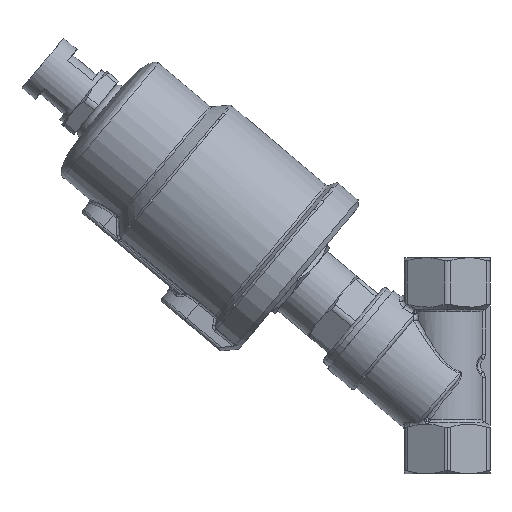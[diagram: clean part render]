
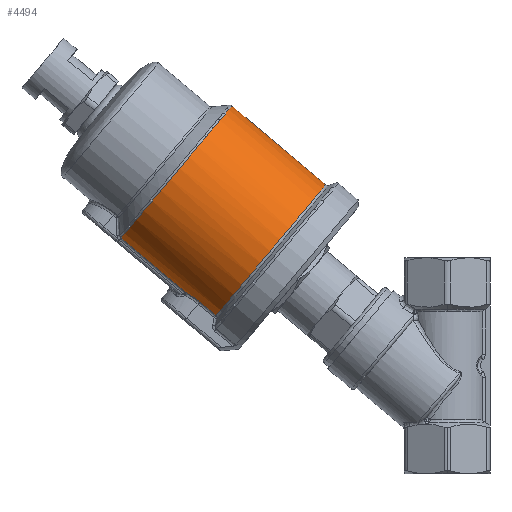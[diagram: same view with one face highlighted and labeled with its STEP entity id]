
A CAD part, left-side view. The second image highlights one B-rep face of the part: STEP entity #4494.
In plain terms, the highlighted cylindrical face has radius 28 mm (diameter 56 mm), a partial arc.
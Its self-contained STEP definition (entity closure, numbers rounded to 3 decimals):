
#9 = CIRCLE ( 'NONE', #26494, 28. ) ;
#155 = FACE_OUTER_BOUND ( 'NONE', #29166, .T. ) ;
#332 = CARTESIAN_POINT ( 'NONE',  ( 0., 38.346, 57.127 ) ) ;
#514 = VECTOR ( 'NONE', #24004, 1000. ) ;
#586 = DIRECTION ( 'NONE',  ( 0., -0.766, -0.643 ) ) ;
#1162 = CARTESIAN_POINT ( 'NONE',  ( 9.172, 103.021, 40.31 ) ) ;
#1427 = VERTEX_POINT ( 'NONE', #1162 ) ;
#1648 = CARTESIAN_POINT ( 'NONE',  ( -10.621, 72.997, 15.832 ) ) ;
#1650 = CARTESIAN_POINT ( 'NONE',  ( -9.172, 82.69, 23.25 ) ) ;
#1701 = ORIENTED_EDGE ( 'NONE', *, *, #22798, .T. ) ;
#1760 = CARTESIAN_POINT ( 'NONE',  ( -9.172, 82.69, 23.25 ) ) ;
#1789 = CARTESIAN_POINT ( 'NONE',  ( 10.621, 78.09, 20.105 ) ) ;
#1931 = EDGE_CURVE ( 'NONE', #1427, #31605, #7296, .T. ) ;
#3844 = CARTESIAN_POINT ( 'NONE',  ( 9.172, 106.785, 43.469 ) ) ;
#3883 = CARTESIAN_POINT ( 'NONE',  ( 0., 68.018, 82.025 ) ) ;
#4094 = CARTESIAN_POINT ( 'NONE',  ( 10.621, 72.997, 15.832 ) ) ;
#4184 = CARTESIAN_POINT ( 'NONE',  ( -10.132, 80.77, 22.099 ) ) ;
#4319 = CARTESIAN_POINT ( 'NONE',  ( 10.132, 80.77, 22.099 ) ) ;
#4493 = CARTESIAN_POINT ( 'NONE',  ( 0., 86.016, 60.576 ) ) ;
#4494 = ADVANCED_FACE ( 'NONE', ( #155 ), #26216, .T. ) ;
#6187 = ORIENTED_EDGE ( 'NONE', *, *, #10426, .T. ) ;
#6341 = CARTESIAN_POINT ( 'NONE',  ( -10.621, 78.09, 20.105 ) ) ;
#6460 = CARTESIAN_POINT ( 'NONE',  ( 0., 89.78, 63.735 ) ) ;
#6592 = CARTESIAN_POINT ( 'NONE',  ( -9.409, 82.315, 23.043 ) ) ;
#6701 = CARTESIAN_POINT ( 'NONE',  ( -10.621, 78.839, 20.734 ) ) ;
#6814 = DIRECTION ( 'NONE',  ( 0., 0.766, 0.643 ) ) ;
#6839 = CARTESIAN_POINT ( 'NONE',  ( 9.617, 81.935, 22.823 ) ) ;
#7015 = DIRECTION ( 'NONE',  ( 0., -0.643, 0.766 ) ) ;
#7184 = EDGE_CURVE ( 'NONE', #15961, #1427, #26548, .T. ) ;
#7296 = CIRCLE ( 'NONE', #22161, 28. ) ;
#8105 = B_SPLINE_CURVE_WITH_KNOTS ( 'NONE', 3,
 ( #1650, #6592, #31856, #19260, #4184, #21804, #6701, #24349 ),
 .UNSPECIFIED., .F., .F.,
 ( 4, 2, 2, 4 ),
 ( 0., 0.001, 0.003, 0.006 ),
 .UNSPECIFIED. ) ;
#8442 = CARTESIAN_POINT ( 'NONE',  ( 9.172, 82.69, 23.25 ) ) ;
#8727 = EDGE_CURVE ( 'NONE', #22817, #28652, #10344, .T. ) ;
#8779 = DIRECTION ( 'NONE',  ( 0., 0.766, 0.643 ) ) ;
#9383 = CARTESIAN_POINT ( 'NONE',  ( 9.172, 82.69, 23.25 ) ) ;
#9973 = AXIS2_PLACEMENT_3D ( 'NONE', #6460, #31942, #14280 ) ;
#10156 = DIRECTION ( 'NONE',  ( 0., -0.766, -0.643 ) ) ;
#10344 = LINE ( 'NONE', #30044, #16215 ) ;
#10426 = EDGE_CURVE ( 'NONE', #31605, #21488, #20547, .T. ) ;
#10750 = LINE ( 'NONE', #25284, #29304 ) ;
#11351 = ORIENTED_EDGE ( 'NONE', *, *, #19037, .T. ) ;
#12042 = ORIENTED_EDGE ( 'NONE', *, *, #7184, .T. ) ;
#12448 = EDGE_CURVE ( 'NONE', #19461, #15961, #27834, .T. ) ;
#13180 = VECTOR ( 'NONE', #8779, 1000. ) ;
#13566 = DIRECTION ( 'NONE',  ( 0., 0.766, 0.643 ) ) ;
#13704 = AXIS2_PLACEMENT_3D ( 'NONE', #21911, #6814, #24461 ) ;
#14280 = DIRECTION ( 'NONE',  ( 0., 0.643, -0.766 ) ) ;
#15656 = CARTESIAN_POINT ( 'NONE',  ( 0., 86.016, 60.576 ) ) ;
#15740 = ORIENTED_EDGE ( 'NONE', *, *, #26052, .T. ) ;
#15961 = VERTEX_POINT ( 'NONE', #8442 ) ;
#16215 = VECTOR ( 'NONE', #17561, 1000. ) ;
#16844 = CARTESIAN_POINT ( 'NONE',  ( 10.621, 78.839, 20.734 ) ) ;
#17031 = VERTEX_POINT ( 'NONE', #332 ) ;
#17183 = CIRCLE ( 'NONE', #13704, 28. ) ;
#17561 = DIRECTION ( 'NONE',  ( 0., -0.766, -0.643 ) ) ;
#18201 = DIRECTION ( 'NONE',  ( 0., -0.643, 0.766 ) ) ;
#19037 = EDGE_CURVE ( 'NONE', #28667, #22817, #8105, .T. ) ;
#19104 = EDGE_CURVE ( 'NONE', #17031, #31733, #17183, .T. ) ;
#19260 = CARTESIAN_POINT ( 'NONE',  ( -9.978, 81.163, 22.352 ) ) ;
#19397 = CARTESIAN_POINT ( 'NONE',  ( 10.497, 79.605, 21.309 ) ) ;
#19461 = VERTEX_POINT ( 'NONE', #25482 ) ;
#20547 = CIRCLE ( 'NONE', #28632, 28. ) ;
#20615 = ORIENTED_EDGE ( 'NONE', *, *, #31432, .T. ) ;
#21488 = VERTEX_POINT ( 'NONE', #23247 ) ;
#21537 = ORIENTED_EDGE ( 'NONE', *, *, #19104, .T. ) ;
#21804 = CARTESIAN_POINT ( 'NONE',  ( -10.497, 79.605, 21.309 ) ) ;
#21911 = CARTESIAN_POINT ( 'NONE',  ( 0., 56.344, 35.678 ) ) ;
#21937 = CARTESIAN_POINT ( 'NONE',  ( 9.978, 81.163, 22.352 ) ) ;
#22114 = DIRECTION ( 'NONE',  ( 0., -0.766, -0.643 ) ) ;
#22161 = AXIS2_PLACEMENT_3D ( 'NONE', #4493, #22114, #7015 ) ;
#22798 = EDGE_CURVE ( 'NONE', #31733, #19461, #26618, .T. ) ;
#22817 = VERTEX_POINT ( 'NONE', #6341 ) ;
#23247 = CARTESIAN_POINT ( 'NONE',  ( -9.172, 103.021, 40.31 ) ) ;
#24004 = DIRECTION ( 'NONE',  ( 0., 0.766, 0.643 ) ) ;
#24349 = CARTESIAN_POINT ( 'NONE',  ( -10.621, 78.09, 20.105 ) ) ;
#24461 = DIRECTION ( 'NONE',  ( 0., -0.643, 0.766 ) ) ;
#24488 = CARTESIAN_POINT ( 'NONE',  ( 9.409, 82.315, 23.043 ) ) ;
#24718 = ORIENTED_EDGE ( 'NONE', *, *, #1931, .T. ) ;
#25284 = CARTESIAN_POINT ( 'NONE',  ( -9.172, 106.785, 43.469 ) ) ;
#25482 = CARTESIAN_POINT ( 'NONE',  ( 10.621, 78.09, 20.105 ) ) ;
#26052 = EDGE_CURVE ( 'NONE', #21488, #28667, #10750, .T. ) ;
#26056 = ORIENTED_EDGE ( 'NONE', *, *, #8727, .T. ) ;
#26216 = CYLINDRICAL_SURFACE ( 'NONE', #9973, 28. ) ;
#26494 = AXIS2_PLACEMENT_3D ( 'NONE', #28702, #13566, #31229 ) ;
#26548 = LINE ( 'NONE', #3844, #514 ) ;
#26618 = LINE ( 'NONE', #31490, #13180 ) ;
#27834 = B_SPLINE_CURVE_WITH_KNOTS ( 'NONE', 3,
 ( #1789, #16844, #19397, #4319, #21937, #6839, #24488, #9383 ),
 .UNSPECIFIED., .F., .F.,
 ( 4, 2, 2, 4 ),
 ( 0., 0.003, 0.004, 0.006 ),
 .UNSPECIFIED. ) ;
#28618 = ORIENTED_EDGE ( 'NONE', *, *, #12448, .T. ) ;
#28632 = AXIS2_PLACEMENT_3D ( 'NONE', #15656, #586, #18201 ) ;
#28652 = VERTEX_POINT ( 'NONE', #1648 ) ;
#28667 = VERTEX_POINT ( 'NONE', #1760 ) ;
#28702 = CARTESIAN_POINT ( 'NONE',  ( 0., 56.344, 35.678 ) ) ;
#29166 = EDGE_LOOP ( 'NONE', ( #20615, #21537, #1701, #28618, #12042, #24718, #6187, #15740, #11351, #26056 ) ) ;
#29304 = VECTOR ( 'NONE', #10156, 1000. ) ;
#30044 = CARTESIAN_POINT ( 'NONE',  ( -10.621, 106.433, 43.888 ) ) ;
#31229 = DIRECTION ( 'NONE',  ( 0., -0.643, 0.766 ) ) ;
#31432 = EDGE_CURVE ( 'NONE', #28652, #17031, #9, .T. ) ;
#31490 = CARTESIAN_POINT ( 'NONE',  ( 10.621, 106.433, 43.888 ) ) ;
#31605 = VERTEX_POINT ( 'NONE', #3883 ) ;
#31733 = VERTEX_POINT ( 'NONE', #4094 ) ;
#31856 = CARTESIAN_POINT ( 'NONE',  ( -9.617, 81.935, 22.823 ) ) ;
#31942 = DIRECTION ( 'NONE',  ( 0., -0.766, -0.643 ) ) ;
